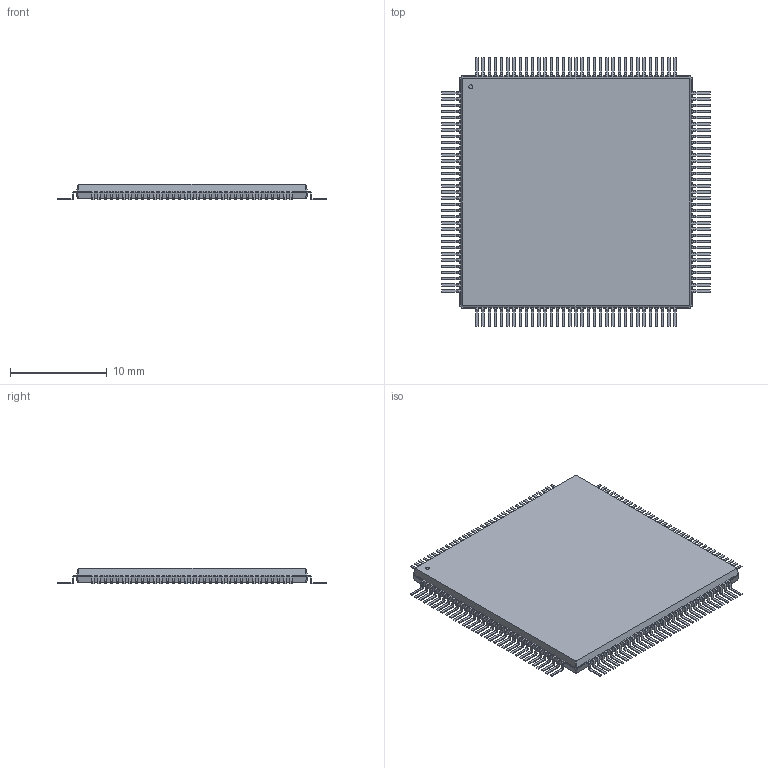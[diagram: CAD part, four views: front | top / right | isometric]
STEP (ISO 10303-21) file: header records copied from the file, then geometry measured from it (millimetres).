
FILE_DESCRIPTION(/* description */ ('model of PQFP-132_24x24mm_P0.635mm_i386'),/* implementation_level */ '2;1');
FILE_NAME(/* name */ 'PQFP-132_24x24mm_P0.635mm_i386.step',/* time_stamp */ '2018-11-04T14:57:31',/* author */ ('kicad StepUp','ksu'),/* organization */ ('FreeCAD'),/* preprocessor_version */ 'OCC',/* originating_system */ 'kicad StepUp',/* authorisation */ '');
FILE_SCHEMA(('AUTOMOTIVE_DESIGN { 1 0 10303 214 1 1 1 1 }'));
Length unit declared in the file: millimetre
Products named in the file (1): PQFP_132_24x24mm_P0635mm_i386
Bounding box: 27.8 x 27.8 x 1.6 mm (x, y, z)
Volume: 857.5 mm3; surface area: 1506.6 mm2
Topology: 1 solids, 1 shells, 2016 faces, 5487 edges, 3474 vertices
Faces by surface type: plane 1331, cylinder 529, bspline 156
Full cylindrical faces by diameter (mm): 0.4 x1
Entity records: 40168 total; most frequent: ORIENTED_EDGE 9374, EDGE_CURVE 5487, CARTESIAN_POINT 4797, VERTEX_POINT 3474, LINE 3473, AXIS2_PLACEMENT_3D 2555, FACE_BOUND 2017, EDGE_LOOP 2017
